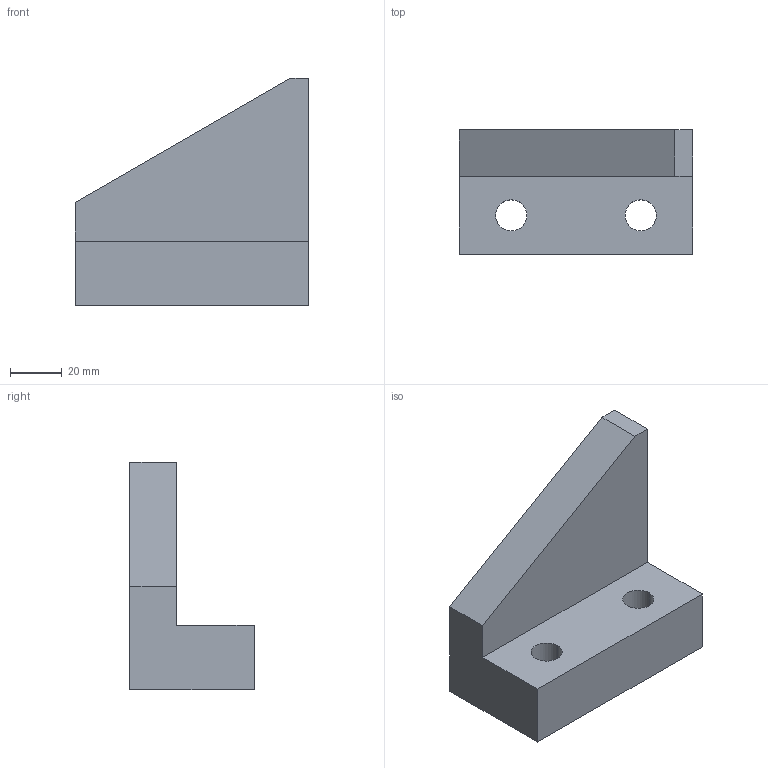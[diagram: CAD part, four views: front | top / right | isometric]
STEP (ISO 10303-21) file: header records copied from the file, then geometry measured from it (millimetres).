
FILE_DESCRIPTION(('STEP AP214'),'1');
FILE_NAME(' ',' ',('TraceParts'),('TraceParts S.A.'),'XStep 1.0',' ',' ');
FILE_SCHEMA(('automotive_design'));
Length unit declared in the file: millimetre
Products named in the file (1): 1
Bounding box: 90 x 48 x 88 mm (x, y, z)
Volume: 168087.2 mm3; surface area: 26007.7 mm2
Topology: 1 solids, 1 shells, 19 faces, 45 edges, 30 vertices
Faces by surface type: plane 11, cylinder 8
Entity records: 1114 total; most frequent: DIRECTION 101, STYLED_ITEM 95, PRESENTATION_STYLE_ASSIGNMENT 95, CARTESIAN_POINT 95, COLOUR_RGB 95, ORIENTED_EDGE 90, EDGE_CURVE 45, CURVE_STYLE 45
